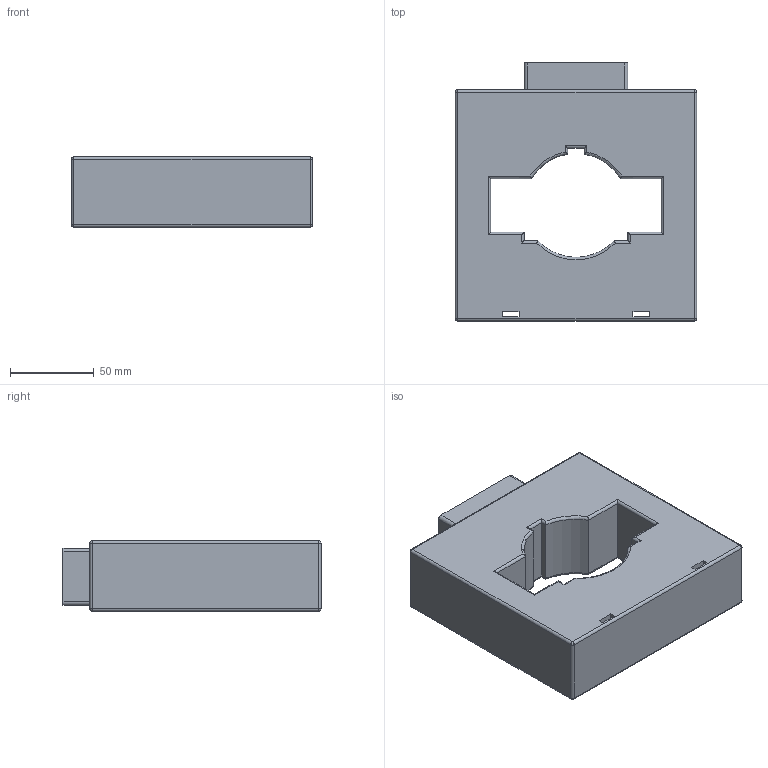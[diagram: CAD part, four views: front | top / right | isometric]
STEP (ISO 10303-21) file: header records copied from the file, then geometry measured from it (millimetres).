
FILE_DESCRIPTION (( 'STEP AP203' ), '1' );
FILE_NAME ('ﾒﾒﾝ 100-800....3000-5ﾀ.STEP', '2018-04-23T12:06:20', ( '' ), ( '' ), 'SwSTEP 2.0', 'SolidWorks 2017', '' );
FILE_SCHEMA (( 'CONFIG_CONTROL_DESIGN' ));
Length unit declared in the file: millimetre
Products named in the file (1): ﾒﾒﾝ 100-800....3000-5ﾀ
Bounding box: 144 x 154 x 42 mm (x, y, z)
Volume: 654196 mm3; surface area: 74025.7 mm2
Topology: 1 solids, 1 shells, 173 faces, 438 edges, 268 vertices
Faces by surface type: plane 90, cylinder 59, torus 16, sphere 8
Entity records: 5397 total; most frequent: CARTESIAN_POINT 1316, ORIENTED_EDGE 860, DIRECTION 804, EDGE_CURVE 430, AXIS2_PLACEMENT_3D 278, VERTEX_POINT 268, VECTOR 248, LINE 248
